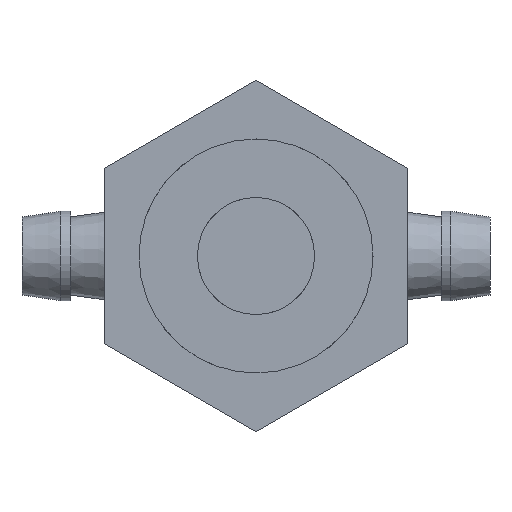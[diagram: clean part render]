
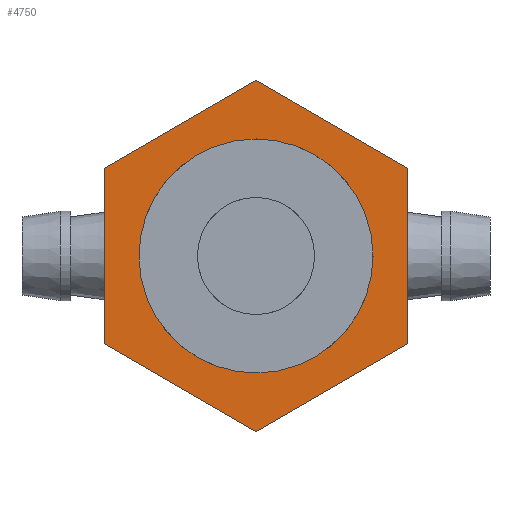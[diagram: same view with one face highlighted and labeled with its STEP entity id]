
A CAD part, front view. The second image highlights one B-rep face of the part: STEP entity #4750.
In plain terms, the highlighted planar face has unit normal (0, -1, 0).
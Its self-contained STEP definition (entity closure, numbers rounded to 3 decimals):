
#324 = CARTESIAN_POINT ( 'NONE',  ( 7.794, 0., 4.5 ) ) ;
#453 = VERTEX_POINT ( 'NONE', #1389 ) ;
#516 = EDGE_CURVE ( 'NONE', #2210, #453, #5431, .T. ) ;
#783 = ORIENTED_EDGE ( 'NONE', *, *, #2091, .F. ) ;
#845 = VECTOR ( 'NONE', #1017, 1000. ) ;
#854 = CARTESIAN_POINT ( 'NONE',  ( 0., 0., -9. ) ) ;
#868 = EDGE_CURVE ( 'NONE', #3342, #6003, #3483, .T. ) ;
#922 = VERTEX_POINT ( 'NONE', #324 ) ;
#994 = CARTESIAN_POINT ( 'NONE',  ( 7.794, 0., -4.5 ) ) ;
#1017 = DIRECTION ( 'NONE',  ( 0.866, 0., 0.5 ) ) ;
#1057 = CARTESIAN_POINT ( 'NONE',  ( 0., 0., 9. ) ) ;
#1066 = EDGE_LOOP ( 'NONE', ( #4252, #4051 ) ) ;
#1099 = LINE ( 'NONE', #994, #2647 ) ;
#1287 = VERTEX_POINT ( 'NONE', #2105 ) ;
#1354 = VECTOR ( 'NONE', #3999, 1000. ) ;
#1388 = CARTESIAN_POINT ( 'NONE',  ( 0., 0., -6. ) ) ;
#1389 = CARTESIAN_POINT ( 'NONE',  ( -7.794, 0., -4.5 ) ) ;
#1404 = AXIS2_PLACEMENT_3D ( 'NONE', #3052, #2562, #5387 ) ;
#1449 = DIRECTION ( 'NONE',  ( 0., 0., 1. ) ) ;
#1546 = AXIS2_PLACEMENT_3D ( 'NONE', #5841, #3968, #3907 ) ;
#1660 = EDGE_CURVE ( 'NONE', #1287, #5694, #5855, .T. ) ;
#1743 = EDGE_CURVE ( 'NONE', #5694, #922, #4186, .T. ) ;
#1875 = DIRECTION ( 'NONE',  ( 0., 0., 1. ) ) ;
#1887 = LINE ( 'NONE', #5181, #4715 ) ;
#1904 = DIRECTION ( 'NONE',  ( -0.866, 0., 0.5 ) ) ;
#2091 = EDGE_CURVE ( 'NONE', #922, #3924, #3983, .T. ) ;
#2105 = CARTESIAN_POINT ( 'NONE',  ( -7.794, 0., 4.5 ) ) ;
#2145 = PLANE ( 'NONE',  #1404 ) ;
#2210 = VERTEX_POINT ( 'NONE', #854 ) ;
#2287 = ORIENTED_EDGE ( 'NONE', *, *, #5725, .F. ) ;
#2327 = FACE_OUTER_BOUND ( 'NONE', #4345, .T. ) ;
#2363 = CARTESIAN_POINT ( 'NONE',  ( 0., 0., 6. ) ) ;
#2562 = DIRECTION ( 'NONE',  ( 0., 1., 0. ) ) ;
#2596 = ORIENTED_EDGE ( 'NONE', *, *, #1743, .F. ) ;
#2647 = VECTOR ( 'NONE', #4712, 1000. ) ;
#2799 = CARTESIAN_POINT ( 'NONE',  ( 0., 0., -9. ) ) ;
#2810 = VECTOR ( 'NONE', #1904, 1000. ) ;
#2850 = CARTESIAN_POINT ( 'NONE',  ( -7.794, 0., 4.5 ) ) ;
#2878 = ORIENTED_EDGE ( 'NONE', *, *, #4338, .F. ) ;
#2941 = DIRECTION ( 'NONE',  ( 0.866, 0., -0.5 ) ) ;
#3052 = CARTESIAN_POINT ( 'NONE',  ( 0., 0., 0. ) ) ;
#3174 = CIRCLE ( 'NONE', #3306, 6. ) ;
#3179 = EDGE_CURVE ( 'NONE', #6003, #3342, #3174, .T. ) ;
#3306 = AXIS2_PLACEMENT_3D ( 'NONE', #5102, #3325, #1875 ) ;
#3325 = DIRECTION ( 'NONE',  ( 0., 1., 0. ) ) ;
#3342 = VERTEX_POINT ( 'NONE', #2363 ) ;
#3434 = FACE_BOUND ( 'NONE', #1066, .T. ) ;
#3483 = CIRCLE ( 'NONE', #1546, 6. ) ;
#3907 = DIRECTION ( 'NONE',  ( 0., 0., 1. ) ) ;
#3924 = VERTEX_POINT ( 'NONE', #5409 ) ;
#3968 = DIRECTION ( 'NONE',  ( 0., 1., 0. ) ) ;
#3983 = LINE ( 'NONE', #5810, #1354 ) ;
#3999 = DIRECTION ( 'NONE',  ( 0., 0., -1. ) ) ;
#4051 = ORIENTED_EDGE ( 'NONE', *, *, #868, .T. ) ;
#4186 = LINE ( 'NONE', #4292, #5204 ) ;
#4252 = ORIENTED_EDGE ( 'NONE', *, *, #3179, .T. ) ;
#4292 = CARTESIAN_POINT ( 'NONE',  ( 0., 0., 9. ) ) ;
#4338 = EDGE_CURVE ( 'NONE', #453, #1287, #1887, .T. ) ;
#4345 = EDGE_LOOP ( 'NONE', ( #2287, #783, #2596, #5784, #2878, #5354 ) ) ;
#4712 = DIRECTION ( 'NONE',  ( -0.866, 0., -0.5 ) ) ;
#4715 = VECTOR ( 'NONE', #1449, 1000. ) ;
#4750 = ADVANCED_FACE ( 'NONE', ( #2327, #3434 ), #2145, .F. ) ;
#5102 = CARTESIAN_POINT ( 'NONE',  ( 0., 0., 0. ) ) ;
#5181 = CARTESIAN_POINT ( 'NONE',  ( -7.794, 0., -4.5 ) ) ;
#5204 = VECTOR ( 'NONE', #2941, 1000. ) ;
#5354 = ORIENTED_EDGE ( 'NONE', *, *, #516, .F. ) ;
#5387 = DIRECTION ( 'NONE',  ( 0., 0., 1. ) ) ;
#5409 = CARTESIAN_POINT ( 'NONE',  ( 7.794, 0., -4.5 ) ) ;
#5431 = LINE ( 'NONE', #2799, #2810 ) ;
#5694 = VERTEX_POINT ( 'NONE', #1057 ) ;
#5725 = EDGE_CURVE ( 'NONE', #3924, #2210, #1099, .T. ) ;
#5784 = ORIENTED_EDGE ( 'NONE', *, *, #1660, .F. ) ;
#5810 = CARTESIAN_POINT ( 'NONE',  ( 7.794, 0., 4.5 ) ) ;
#5841 = CARTESIAN_POINT ( 'NONE',  ( 0., 0., 0. ) ) ;
#5855 = LINE ( 'NONE', #2850, #845 ) ;
#6003 = VERTEX_POINT ( 'NONE', #1388 ) ;
